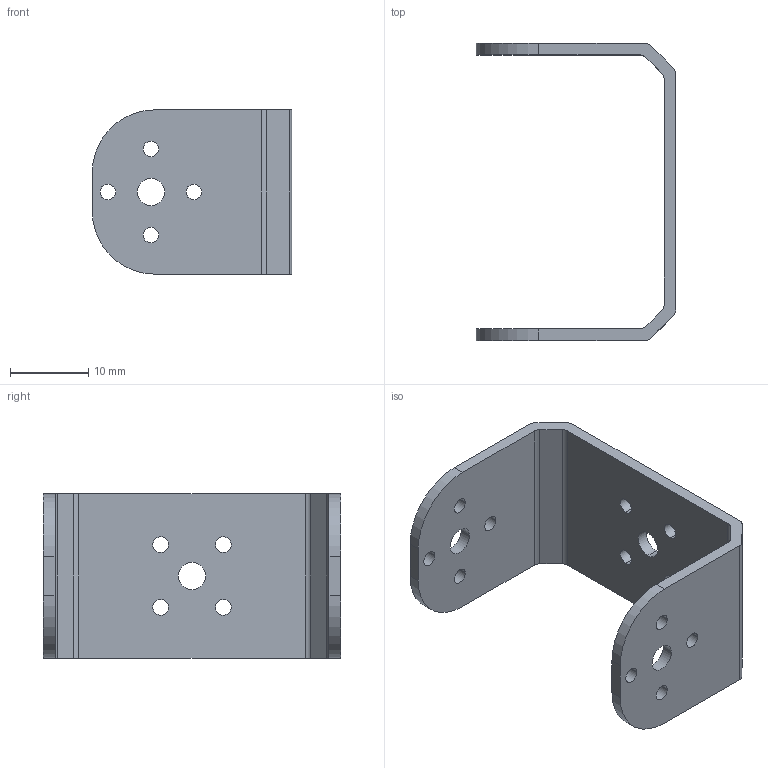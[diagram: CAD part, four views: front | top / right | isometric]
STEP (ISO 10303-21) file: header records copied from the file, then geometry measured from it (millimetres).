
FILE_DESCRIPTION (( 'STEP AP203' ), '1' );
FILE_NAME ('10-15kg机身支华馨京 10-15kg舵机系列舵盘支架-3D.STEP', '2024-09-14T09:44:19', ( 'Windows 用户' ), ( '' ), 'SwSTEP 2.0', 'SolidWorks 2021', '' );
FILE_SCHEMA (( 'CONFIG_CONTROL_DESIGN' ));
Length unit declared in the file: millimetre
Products named in the file (1): 10-15kg机身支华馨京 10-15kg舵机系列舵盘支架-3D
Bounding box: 25.5 x 38 x 21 mm (x, y, z)
Volume: 2413.8 mm3; surface area: 3663.4 mm2
Topology: 1 solids, 1 shells, 56 faces, 162 edges, 108 vertices
Faces by surface type: cylinder 42, plane 14
Entity records: 2027 total; most frequent: DIRECTION 360, CARTESIAN_POINT 327, ORIENTED_EDGE 324, EDGE_CURVE 162, AXIS2_PLACEMENT_3D 141, VERTEX_POINT 108, EDGE_LOOP 86, CIRCLE 84
